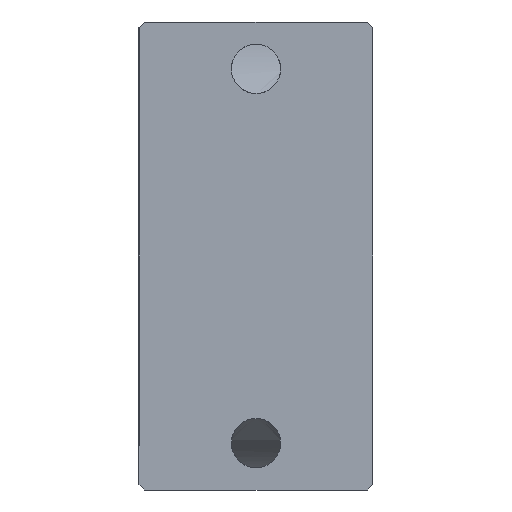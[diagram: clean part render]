
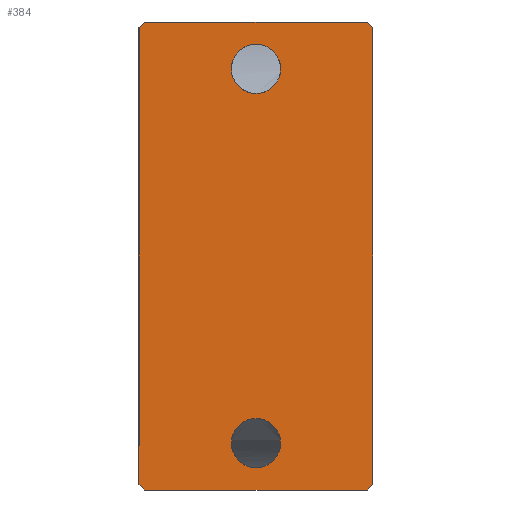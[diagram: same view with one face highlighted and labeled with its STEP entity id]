
A CAD part, left-side view. The second image highlights one B-rep face of the part: STEP entity #384.
In plain terms, the highlighted planar face has unit normal (-1, 0, 0).
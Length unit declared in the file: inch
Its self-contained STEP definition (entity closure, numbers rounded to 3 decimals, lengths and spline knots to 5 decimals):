
#35=FACE_BOUND('',#82,.T.);
#36=FACE_BOUND('',#83,.T.);
#42=CIRCLE('',#432,0.13189);
#43=CIRCLE('',#433,0.13189);
#56=FACE_OUTER_BOUND('',#81,.T.);
#81=EDGE_LOOP('',(#279,#280,#281,#282,#283,#284,#285,#286));
#82=EDGE_LOOP('',(#287));
#83=EDGE_LOOP('',(#288));
#114=LINE('',#582,#148);
#117=LINE('',#588,#151);
#119=LINE('',#592,#153);
#122=LINE('',#597,#156);
#123=LINE('',#599,#157);
#124=LINE('',#601,#158);
#125=LINE('',#603,#159);
#126=LINE('',#604,#160);
#148=VECTOR('',#473,0.3937);
#151=VECTOR('',#478,0.3937);
#153=VECTOR('',#482,0.3937);
#156=VECTOR('',#487,0.3937);
#157=VECTOR('',#488,0.3937);
#158=VECTOR('',#489,0.3937);
#159=VECTOR('',#490,0.3937);
#160=VECTOR('',#491,0.3937);
#181=VERTEX_POINT('',#579);
#182=VERTEX_POINT('',#581);
#183=VERTEX_POINT('',#585);
#184=VERTEX_POINT('',#587);
#185=VERTEX_POINT('',#591);
#187=VERTEX_POINT('',#598);
#188=VERTEX_POINT('',#600);
#189=VERTEX_POINT('',#602);
#190=VERTEX_POINT('',#605);
#191=VERTEX_POINT('',#607);
#216=EDGE_CURVE('',#181,#182,#114,.T.);
#219=EDGE_CURVE('',#183,#184,#117,.T.);
#221=EDGE_CURVE('',#184,#185,#119,.T.);
#224=EDGE_CURVE('',#182,#183,#122,.T.);
#225=EDGE_CURVE('',#187,#181,#123,.T.);
#226=EDGE_CURVE('',#188,#187,#124,.T.);
#227=EDGE_CURVE('',#189,#188,#125,.T.);
#228=EDGE_CURVE('',#185,#189,#126,.T.);
#229=EDGE_CURVE('',#190,#190,#42,.T.);
#230=EDGE_CURVE('',#191,#191,#43,.T.);
#279=ORIENTED_EDGE('',*,*,#219,.F.);
#280=ORIENTED_EDGE('',*,*,#224,.F.);
#281=ORIENTED_EDGE('',*,*,#216,.F.);
#282=ORIENTED_EDGE('',*,*,#225,.F.);
#283=ORIENTED_EDGE('',*,*,#226,.F.);
#284=ORIENTED_EDGE('',*,*,#227,.F.);
#285=ORIENTED_EDGE('',*,*,#228,.F.);
#286=ORIENTED_EDGE('',*,*,#221,.F.);
#287=ORIENTED_EDGE('',*,*,#229,.F.);
#288=ORIENTED_EDGE('',*,*,#230,.F.);
#371=PLANE('',#431);
#384=ADVANCED_FACE('',(#56,#35,#36),#371,.F.);
#431=AXIS2_PLACEMENT_3D('',#596,#485,#486);
#432=AXIS2_PLACEMENT_3D('',#606,#492,#493);
#433=AXIS2_PLACEMENT_3D('',#608,#494,#495);
#473=DIRECTION('',(0.,-0.707,-0.707));
#478=DIRECTION('',(0.,0.707,-0.707));
#482=DIRECTION('',(0.,1.,0.));
#485=DIRECTION('center_axis',(1.,0.,0.));
#486=DIRECTION('ref_axis',(0.,0.,-1.));
#487=DIRECTION('',(0.,0.,-1.));
#488=DIRECTION('',(0.,-1.,0.));
#489=DIRECTION('',(0.,-0.707,0.707));
#490=DIRECTION('',(0.,0.,1.));
#491=DIRECTION('',(0.,0.707,0.707));
#492=DIRECTION('center_axis',(-1.,0.,0.));
#493=DIRECTION('ref_axis',(0.,-1.,0.));
#494=DIRECTION('center_axis',(-1.,0.,0.));
#495=DIRECTION('ref_axis',(0.,-1.,0.));
#579=CARTESIAN_POINT('',(-1.25,-0.96875,1.25));
#581=CARTESIAN_POINT('',(-1.25,-1.,1.21875));
#582=CARTESIAN_POINT('',(-1.25,-1.14063,1.07812));
#585=CARTESIAN_POINT('',(-1.25,-1.,-1.21875));
#587=CARTESIAN_POINT('',(-1.25,-0.96875,-1.25));
#588=CARTESIAN_POINT('',(-1.25,-1.14063,-1.07813));
#591=CARTESIAN_POINT('',(-1.25,0.21875,-1.25));
#592=CARTESIAN_POINT('',(-1.25,-1.,-1.25));
#596=CARTESIAN_POINT('Origin',(-1.25,-0.375,0.));
#597=CARTESIAN_POINT('',(-1.25,-1.,1.25));
#598=CARTESIAN_POINT('',(-1.25,0.21875,1.25));
#599=CARTESIAN_POINT('',(-1.25,0.25,1.25));
#600=CARTESIAN_POINT('',(-1.25,0.25,1.21875));
#601=CARTESIAN_POINT('',(-1.25,0.39062,1.07813));
#602=CARTESIAN_POINT('',(-1.25,0.25,-1.21875));
#603=CARTESIAN_POINT('',(-1.25,0.25,-1.25));
#604=CARTESIAN_POINT('',(-1.25,0.39063,-1.07812));
#605=CARTESIAN_POINT('',(-1.25,-0.24311,-1.));
#606=CARTESIAN_POINT('Origin',(-1.25,-0.375,-1.));
#607=CARTESIAN_POINT('',(-1.25,-0.24311,1.));
#608=CARTESIAN_POINT('Origin',(-1.25,-0.375,1.));
